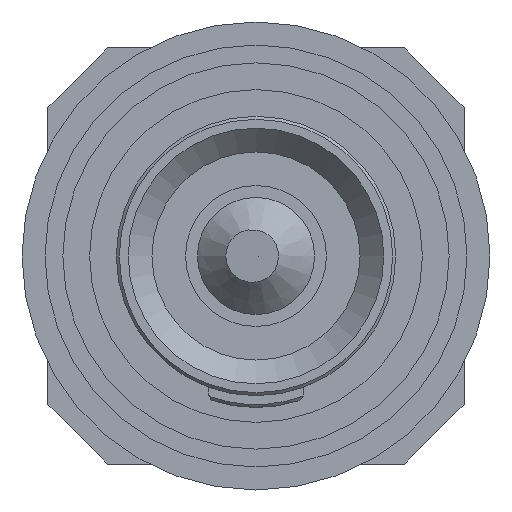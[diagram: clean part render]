
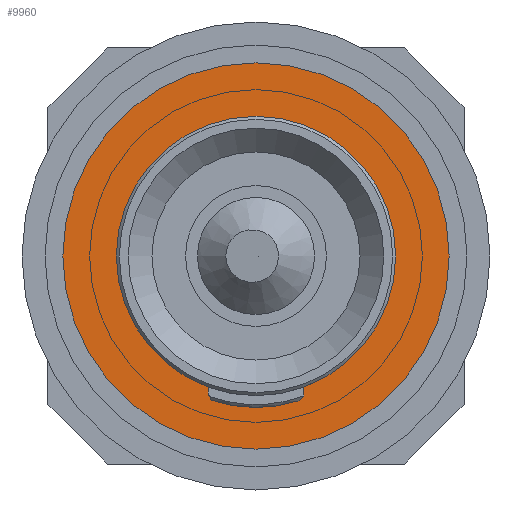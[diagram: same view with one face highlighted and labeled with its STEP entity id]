
A CAD part, left-side view. The second image highlights one B-rep face of the part: STEP entity #9960.
In plain terms, the highlighted face is planar.
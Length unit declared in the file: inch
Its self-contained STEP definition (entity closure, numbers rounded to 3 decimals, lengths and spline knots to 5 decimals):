
#2046 = CIRCLE ( 'NONE', #11927, 0.1 ) ;
#3343 = EDGE_LOOP ( 'NONE', ( #15344 ) ) ;
#3498 = FACE_BOUND ( 'NONE', #16443, .T. ) ;
#4780 = DIRECTION ( 'NONE',  ( 0., 1., 0. ) ) ;
#5092 = DIRECTION ( 'NONE',  ( 0., -1., 0. ) ) ;
#5184 = VERTEX_POINT ( 'NONE', #11986 ) ;
#5711 = CIRCLE ( 'NONE', #16925, 0.1625 ) ;
#6909 = DIRECTION ( 'NONE',  ( 0., 0., 1. ) ) ;
#7129 = ORIENTED_EDGE ( 'NONE', *, *, #12062, .F. ) ;
#7633 = FACE_OUTER_BOUND ( 'NONE', #3343, .T. ) ;
#7891 = CARTESIAN_POINT ( 'NONE',  ( -0.1, 0., 19.96204 ) ) ;
#8390 = CARTESIAN_POINT ( 'NONE',  ( 0., 0., 19.96204 ) ) ;
#9303 = AXIS2_PLACEMENT_3D ( 'NONE', #7891, #11804, #5092 ) ;
#9403 = VERTEX_POINT ( 'NONE', #14787 ) ;
#9644 = DIRECTION ( 'NONE',  ( 0., 1., 0. ) ) ;
#9960 = ADVANCED_FACE ( 'NONE', ( #3498, #7633 ), #13036, .F. ) ;
#10721 = CARTESIAN_POINT ( 'NONE',  ( 0., 0., 19.96204 ) ) ;
#11804 = DIRECTION ( 'NONE',  ( 0., 0., -1. ) ) ;
#11927 = AXIS2_PLACEMENT_3D ( 'NONE', #10721, #6909, #9644 ) ;
#11986 = CARTESIAN_POINT ( 'NONE',  ( 0., 0.1, 19.96204 ) ) ;
#12062 = EDGE_CURVE ( 'NONE', #5184, #5184, #2046, .T. ) ;
#12391 = EDGE_CURVE ( 'NONE', #9403, #9403, #5711, .T. ) ;
#13036 = PLANE ( 'NONE',  #9303 ) ;
#14787 = CARTESIAN_POINT ( 'NONE',  ( 0., 0.1625, 19.96204 ) ) ;
#15344 = ORIENTED_EDGE ( 'NONE', *, *, #12391, .T. ) ;
#16443 = EDGE_LOOP ( 'NONE', ( #7129 ) ) ;
#16799 = DIRECTION ( 'NONE',  ( 0., 0., 1. ) ) ;
#16925 = AXIS2_PLACEMENT_3D ( 'NONE', #8390, #16799, #4780 ) ;
